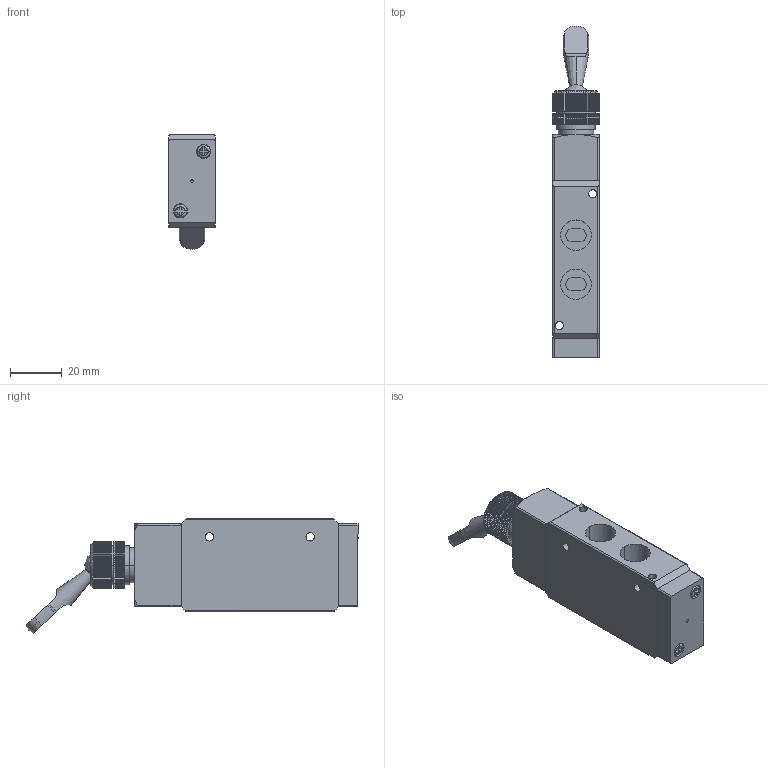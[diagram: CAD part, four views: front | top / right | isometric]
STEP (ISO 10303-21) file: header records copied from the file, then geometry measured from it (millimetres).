
FILE_DESCRIPTION (( 'STEP AP203' ), '1' );
FILE_NAME ('MPV522.step', '2017-02-28T19:36:05', ( '' ), ( '' ), 'SwSTEP 2.0', 'SolidWorks 2016', '' );
FILE_SCHEMA (( 'CONFIG_CONTROL_DESIGN' ));
Length unit declared in the file: millimetre
Products named in the file (1): MPV522
Bounding box: 18 x 128.58 x 44.38 mm (x, y, z)
Volume: 51127.3 mm3; surface area: 16968.8 mm2
Topology: 1 solids, 1 shells, 653 faces, 1875 edges, 1240 vertices
Faces by surface type: plane 416, cylinder 215, bspline 14, cone 8
Entity records: 21974 total; most frequent: CARTESIAN_POINT 5022, ORIENTED_EDGE 3730, DIRECTION 3311, EDGE_CURVE 1865, VERTEX_POINT 1240, VECTOR 1155, LINE 1155, AXIS2_PLACEMENT_3D 1078
